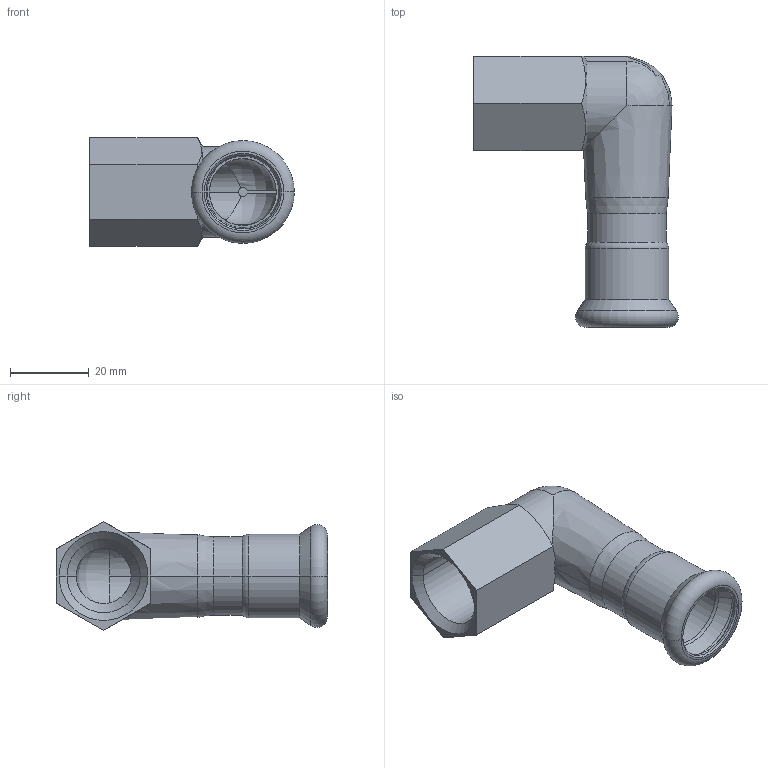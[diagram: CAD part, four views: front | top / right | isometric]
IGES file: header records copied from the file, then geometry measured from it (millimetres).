
Global section: file name: No Iges File Name specified; native system: Autodesk Inventor 2011; preprocessor: AutoDesk Inventor Iges Exporter R2011; author: bruh; date: 20110606.152102; units: millimetre
Bounding box: 52.1 x 69 x 27.71 mm (x, y, z)
Volume: 17056.8 mm3; surface area: 12751.8 mm2
Topology: 1 solids, 1 shells, 61 faces, 150 edges, 89 vertices
Faces by surface type: revolution 17, plane 13, bspline 9, cone 8, cylinder 7, torus 6, sphere 1
